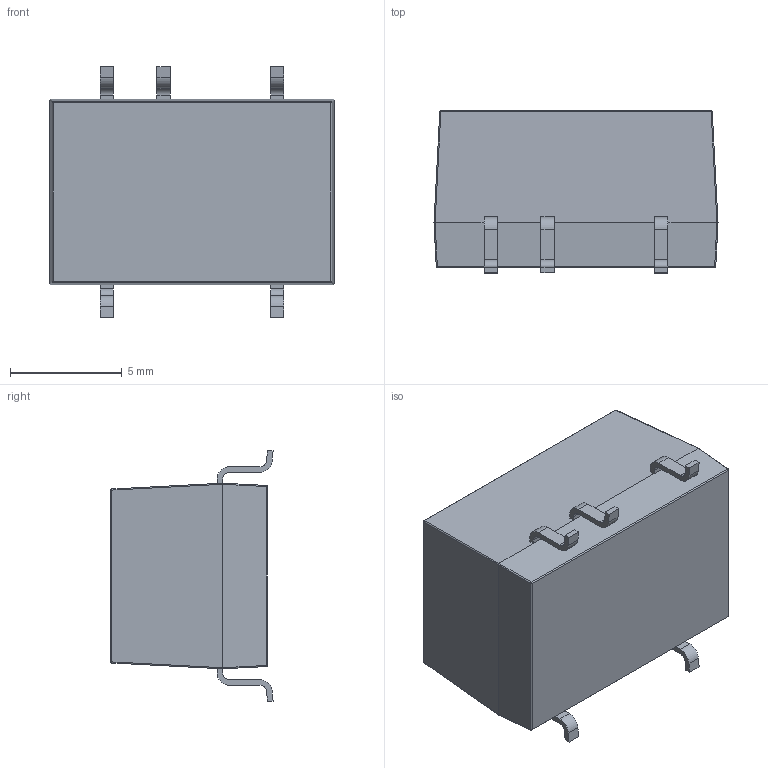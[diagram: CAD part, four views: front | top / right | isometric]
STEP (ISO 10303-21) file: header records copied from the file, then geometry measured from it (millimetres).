
FILE_DESCRIPTION (( 'STEP AP203' ), '1' );
FILE_NAME ('CUI_PDS2-S5-S12-M.step', '2017-08-14T17:07:15', ( '' ), ( '' ), 'SwSTEP 2.0', 'SolidWorks 2017', '' );
FILE_SCHEMA (( 'CONFIG_CONTROL_DESIGN' ));
Length unit declared in the file: millimetre
Products named in the file (1): CUI_PDS2-S5-S12-M
Bounding box: 12.7 x 7.25 x 11.2 mm (x, y, z)
Volume: 708.8 mm3; surface area: 510.3 mm2
Topology: 1 solids, 1 shells, 102 faces, 255 edges, 156 vertices
Faces by surface type: plane 56, cylinder 38, sphere 8
Entity records: 3068 total; most frequent: CARTESIAN_POINT 526, DIRECTION 525, ORIENTED_EDGE 510, EDGE_CURVE 255, VECTOR 183, LINE 183, AXIS2_PLACEMENT_3D 171, VERTEX_POINT 156
